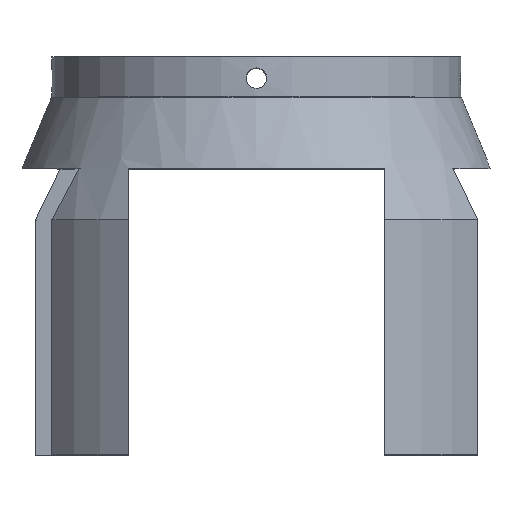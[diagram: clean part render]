
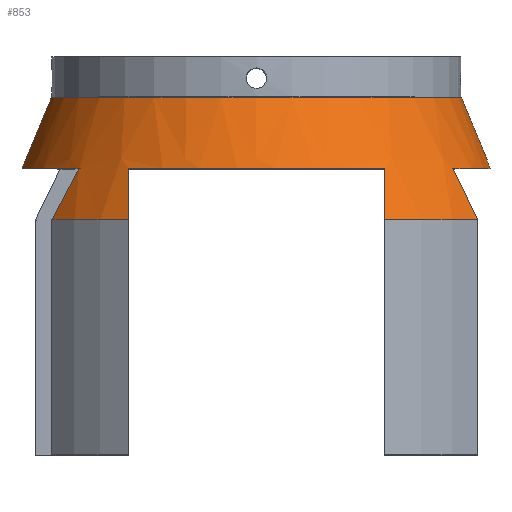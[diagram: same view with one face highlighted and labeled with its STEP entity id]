
A CAD part, top view. The second image highlights one B-rep face of the part: STEP entity #853.
In plain terms, the highlighted conical face has half-angle 22.5 degrees and reference radius 45.05 mm.
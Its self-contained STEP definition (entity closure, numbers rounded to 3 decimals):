
#78=FACE_OUTER_BOUND('',#127,.T.);
#127=EDGE_LOOP('',(#566,#567,#568,#569,#570,#571,#572,#573,#574,#575,#576,
#577,#578,#579,#580,#581,#582,#583,#584,#585));
#187=LINE('',#1245,#228);
#228=VECTOR('',#1014,45.05);
#269=CIRCLE('',#917,50.);
#270=CIRCLE('',#918,45.858);
#271=CIRCLE('',#919,40.101);
#272=CIRCLE('',#920,45.858);
#273=CIRCLE('',#921,50.);
#274=CIRCLE('',#922,45.858);
#275=CIRCLE('',#923,50.);
#276=CIRCLE('',#924,45.858);
#277=CIRCLE('',#925,50.);
#278=CIRCLE('',#926,45.858);
#310=(
BOUNDED_CURVE()
B_SPLINE_CURVE(2,(#1233,#1234,#1235),.UNSPECIFIED.,.F.,.F.)
B_SPLINE_CURVE_WITH_KNOTS((3,3),(2.051,3.313),
 .UNSPECIFIED.)
CURVE()
GEOMETRIC_REPRESENTATION_ITEM()
RATIONAL_B_SPLINE_CURVE((1.019,1.023,1.024))
REPRESENTATION_ITEM('')
);
#311=(
BOUNDED_CURVE()
B_SPLINE_CURVE(2,(#1239,#1240,#1241),.UNSPECIFIED.,.F.,.F.)
B_SPLINE_CURVE_WITH_KNOTS((3,3),(4.43,5.692),
 .UNSPECIFIED.)
CURVE()
GEOMETRIC_REPRESENTATION_ITEM()
RATIONAL_B_SPLINE_CURVE((1.024,1.023,1.019))
REPRESENTATION_ITEM('')
);
#312=(
BOUNDED_CURVE()
B_SPLINE_CURVE(2,(#1250,#1251,#1252),.UNSPECIFIED.,.F.,.F.)
B_SPLINE_CURVE_WITH_KNOTS((3,3),(1.6,2.929),
 .UNSPECIFIED.)
CURVE()
GEOMETRIC_REPRESENTATION_ITEM()
RATIONAL_B_SPLINE_CURVE((1.017,1.022,1.023))
REPRESENTATION_ITEM('')
);
#313=(
BOUNDED_CURVE()
B_SPLINE_CURVE(2,(#1256,#1257,#1258),.UNSPECIFIED.,.F.,.F.)
B_SPLINE_CURVE_WITH_KNOTS((3,3),(4.535,5.824),
 .UNSPECIFIED.)
CURVE()
GEOMETRIC_REPRESENTATION_ITEM()
RATIONAL_B_SPLINE_CURVE((1.02,1.018,1.014))
REPRESENTATION_ITEM('')
);
#314=(
BOUNDED_CURVE()
B_SPLINE_CURVE(2,(#1262,#1263,#1264),.UNSPECIFIED.,.F.,.F.)
B_SPLINE_CURVE_WITH_KNOTS((3,3),(2.051,3.313),
 .UNSPECIFIED.)
CURVE()
GEOMETRIC_REPRESENTATION_ITEM()
RATIONAL_B_SPLINE_CURVE((1.019,1.023,1.024))
REPRESENTATION_ITEM('')
);
#315=(
BOUNDED_CURVE()
B_SPLINE_CURVE(2,(#1268,#1269,#1270),.UNSPECIFIED.,.F.,.F.)
B_SPLINE_CURVE_WITH_KNOTS((3,3),(4.43,5.692),
 .UNSPECIFIED.)
CURVE()
GEOMETRIC_REPRESENTATION_ITEM()
RATIONAL_B_SPLINE_CURVE((1.024,1.023,1.019))
REPRESENTATION_ITEM('')
);
#316=(
BOUNDED_CURVE()
B_SPLINE_CURVE(2,(#1274,#1275,#1276),.UNSPECIFIED.,.F.,.F.)
B_SPLINE_CURVE_WITH_KNOTS((3,3),(2.051,3.313),
 .UNSPECIFIED.)
CURVE()
GEOMETRIC_REPRESENTATION_ITEM()
RATIONAL_B_SPLINE_CURVE((1.019,1.023,1.024))
REPRESENTATION_ITEM('')
);
#317=(
BOUNDED_CURVE()
B_SPLINE_CURVE(2,(#1280,#1281,#1282),.UNSPECIFIED.,.F.,.F.)
B_SPLINE_CURVE_WITH_KNOTS((3,3),(4.43,5.692),
 .UNSPECIFIED.)
CURVE()
GEOMETRIC_REPRESENTATION_ITEM()
RATIONAL_B_SPLINE_CURVE((1.024,1.023,1.019))
REPRESENTATION_ITEM('')
);
#346=VERTEX_POINT('',#1231);
#347=VERTEX_POINT('',#1232);
#348=VERTEX_POINT('',#1236);
#349=VERTEX_POINT('',#1238);
#350=VERTEX_POINT('',#1242);
#351=VERTEX_POINT('',#1244);
#352=VERTEX_POINT('',#1247);
#353=VERTEX_POINT('',#1249);
#354=VERTEX_POINT('',#1253);
#355=VERTEX_POINT('',#1255);
#356=VERTEX_POINT('',#1259);
#357=VERTEX_POINT('',#1261);
#358=VERTEX_POINT('',#1265);
#359=VERTEX_POINT('',#1267);
#360=VERTEX_POINT('',#1271);
#361=VERTEX_POINT('',#1273);
#362=VERTEX_POINT('',#1277);
#363=VERTEX_POINT('',#1279);
#430=EDGE_CURVE('',#346,#347,#310,.T.);
#431=EDGE_CURVE('',#347,#348,#269,.T.);
#432=EDGE_CURVE('',#348,#349,#311,.T.);
#433=EDGE_CURVE('',#349,#350,#270,.T.);
#434=EDGE_CURVE('',#350,#351,#187,.T.);
#435=EDGE_CURVE('',#351,#351,#271,.T.);
#436=EDGE_CURVE('',#350,#352,#272,.T.);
#437=EDGE_CURVE('',#352,#353,#312,.T.);
#438=EDGE_CURVE('',#353,#354,#273,.T.);
#439=EDGE_CURVE('',#354,#355,#313,.T.);
#440=EDGE_CURVE('',#355,#356,#274,.T.);
#441=EDGE_CURVE('',#356,#357,#314,.T.);
#442=EDGE_CURVE('',#357,#358,#275,.T.);
#443=EDGE_CURVE('',#358,#359,#315,.T.);
#444=EDGE_CURVE('',#359,#360,#276,.T.);
#445=EDGE_CURVE('',#360,#361,#316,.T.);
#446=EDGE_CURVE('',#361,#362,#277,.T.);
#447=EDGE_CURVE('',#362,#363,#317,.T.);
#448=EDGE_CURVE('',#363,#346,#278,.T.);
#566=ORIENTED_EDGE('',*,*,#430,.T.);
#567=ORIENTED_EDGE('',*,*,#431,.T.);
#568=ORIENTED_EDGE('',*,*,#432,.T.);
#569=ORIENTED_EDGE('',*,*,#433,.T.);
#570=ORIENTED_EDGE('',*,*,#434,.T.);
#571=ORIENTED_EDGE('',*,*,#435,.T.);
#572=ORIENTED_EDGE('',*,*,#434,.F.);
#573=ORIENTED_EDGE('',*,*,#436,.T.);
#574=ORIENTED_EDGE('',*,*,#437,.T.);
#575=ORIENTED_EDGE('',*,*,#438,.T.);
#576=ORIENTED_EDGE('',*,*,#439,.T.);
#577=ORIENTED_EDGE('',*,*,#440,.T.);
#578=ORIENTED_EDGE('',*,*,#441,.T.);
#579=ORIENTED_EDGE('',*,*,#442,.T.);
#580=ORIENTED_EDGE('',*,*,#443,.T.);
#581=ORIENTED_EDGE('',*,*,#444,.T.);
#582=ORIENTED_EDGE('',*,*,#445,.T.);
#583=ORIENTED_EDGE('',*,*,#446,.T.);
#584=ORIENTED_EDGE('',*,*,#447,.T.);
#585=ORIENTED_EDGE('',*,*,#448,.T.);
#838=CONICAL_SURFACE('',#916,45.05,0.393);
#853=ADVANCED_FACE('',(#78),#838,.T.);
#916=AXIS2_PLACEMENT_3D('',#1230,#1008,#1009);
#917=AXIS2_PLACEMENT_3D('',#1237,#1010,#1011);
#918=AXIS2_PLACEMENT_3D('',#1243,#1012,#1013);
#919=AXIS2_PLACEMENT_3D('',#1246,#1015,#1016);
#920=AXIS2_PLACEMENT_3D('',#1248,#1017,#1018);
#921=AXIS2_PLACEMENT_3D('',#1254,#1019,#1020);
#922=AXIS2_PLACEMENT_3D('',#1260,#1021,#1022);
#923=AXIS2_PLACEMENT_3D('',#1266,#1023,#1024);
#924=AXIS2_PLACEMENT_3D('',#1272,#1025,#1026);
#925=AXIS2_PLACEMENT_3D('',#1278,#1027,#1028);
#926=AXIS2_PLACEMENT_3D('',#1283,#1029,#1030);
#1008=DIRECTION('center_axis',(0.,-1.,0.));
#1009=DIRECTION('ref_axis',(1.,0.,0.));
#1010=DIRECTION('center_axis',(0.,1.,0.));
#1011=DIRECTION('ref_axis',(1.,0.,0.));
#1012=DIRECTION('center_axis',(0.,1.,0.));
#1013=DIRECTION('ref_axis',(1.,0.,0.));
#1014=DIRECTION('',(0.383,0.924,0.));
#1015=DIRECTION('center_axis',(0.,-1.,0.));
#1016=DIRECTION('ref_axis',(1.,0.,0.));
#1017=DIRECTION('center_axis',(0.,1.,0.));
#1018=DIRECTION('ref_axis',(1.,0.,0.));
#1019=DIRECTION('center_axis',(0.,1.,0.));
#1020=DIRECTION('ref_axis',(1.,0.,0.));
#1021=DIRECTION('center_axis',(0.,1.,0.));
#1022=DIRECTION('ref_axis',(1.,0.,0.));
#1023=DIRECTION('center_axis',(0.,1.,0.));
#1024=DIRECTION('ref_axis',(1.,0.,0.));
#1025=DIRECTION('center_axis',(0.,1.,0.));
#1026=DIRECTION('ref_axis',(1.,0.,0.));
#1027=DIRECTION('center_axis',(0.,1.,0.));
#1028=DIRECTION('ref_axis',(1.,0.,0.));
#1029=DIRECTION('center_axis',(0.,1.,0.));
#1030=DIRECTION('ref_axis',(1.,0.,0.));
#1230=CARTESIAN_POINT('Origin',(0.,-12.05,0.));
#1231=CARTESIAN_POINT('',(-25.,-14.,-38.444));
#1232=CARTESIAN_POINT('',(-25.,-24.,-43.301));
#1233=CARTESIAN_POINT('Ctrl Pts',(-25.,-14.,-38.444));
#1234=CARTESIAN_POINT('Ctrl Pts',(-25.,-18.703,-40.768));
#1235=CARTESIAN_POINT('Ctrl Pts',(-25.,-24.,-43.301));
#1236=CARTESIAN_POINT('',(-43.301,-24.,-25.));
#1237=CARTESIAN_POINT('Origin',(0.,-24.,0.));
#1238=CARTESIAN_POINT('',(-38.444,-14.,-25.));
#1239=CARTESIAN_POINT('Ctrl Pts',(-43.301,-24.,-25.));
#1240=CARTESIAN_POINT('Ctrl Pts',(-40.768,-18.703,-25.));
#1241=CARTESIAN_POINT('Ctrl Pts',(-38.444,-14.,-25.));
#1242=CARTESIAN_POINT('',(-45.858,-14.,0.));
#1243=CARTESIAN_POINT('Origin',(0.,-14.,0.));
#1244=CARTESIAN_POINT('',(-40.101,-0.101,0.));
#1245=CARTESIAN_POINT('',(-45.05,-12.05,0.));
#1246=CARTESIAN_POINT('Origin',(0.,-0.101,0.));
#1247=CARTESIAN_POINT('',(-34.683,-14.,30.));
#1248=CARTESIAN_POINT('Origin',(0.,-14.,0.));
#1249=CARTESIAN_POINT('',(-40.,-24.,30.));
#1250=CARTESIAN_POINT('Ctrl Pts',(-34.683,-14.,30.));
#1251=CARTESIAN_POINT('Ctrl Pts',(-37.227,-18.644,30.));
#1252=CARTESIAN_POINT('Ctrl Pts',(-40.,-24.,30.));
#1253=CARTESIAN_POINT('',(-25.,-24.,43.301));
#1254=CARTESIAN_POINT('Origin',(0.,-24.,0.));
#1255=CARTESIAN_POINT('',(-25.,-14.,38.444));
#1256=CARTESIAN_POINT('Ctrl Pts',(-25.,-24.,43.301));
#1257=CARTESIAN_POINT('Ctrl Pts',(-25.,-18.703,40.768));
#1258=CARTESIAN_POINT('Ctrl Pts',(-25.,-14.,38.444));
#1259=CARTESIAN_POINT('',(25.,-14.,38.444));
#1260=CARTESIAN_POINT('Origin',(0.,-14.,0.));
#1261=CARTESIAN_POINT('',(25.,-24.,43.301));
#1262=CARTESIAN_POINT('Ctrl Pts',(25.,-14.,38.444));
#1263=CARTESIAN_POINT('Ctrl Pts',(25.,-18.703,40.768));
#1264=CARTESIAN_POINT('Ctrl Pts',(25.,-24.,43.301));
#1265=CARTESIAN_POINT('',(43.301,-24.,25.));
#1266=CARTESIAN_POINT('Origin',(0.,-24.,0.));
#1267=CARTESIAN_POINT('',(38.444,-14.,25.));
#1268=CARTESIAN_POINT('Ctrl Pts',(43.301,-24.,25.));
#1269=CARTESIAN_POINT('Ctrl Pts',(40.768,-18.703,25.));
#1270=CARTESIAN_POINT('Ctrl Pts',(38.444,-14.,25.));
#1271=CARTESIAN_POINT('',(38.444,-14.,-25.));
#1272=CARTESIAN_POINT('Origin',(0.,-14.,0.));
#1273=CARTESIAN_POINT('',(43.301,-24.,-25.));
#1274=CARTESIAN_POINT('Ctrl Pts',(38.444,-14.,-25.));
#1275=CARTESIAN_POINT('Ctrl Pts',(40.768,-18.703,-25.));
#1276=CARTESIAN_POINT('Ctrl Pts',(43.301,-24.,-25.));
#1277=CARTESIAN_POINT('',(25.,-24.,-43.301));
#1278=CARTESIAN_POINT('Origin',(0.,-24.,0.));
#1279=CARTESIAN_POINT('',(25.,-14.,-38.444));
#1280=CARTESIAN_POINT('Ctrl Pts',(25.,-24.,-43.301));
#1281=CARTESIAN_POINT('Ctrl Pts',(25.,-18.703,-40.768));
#1282=CARTESIAN_POINT('Ctrl Pts',(25.,-14.,-38.444));
#1283=CARTESIAN_POINT('Origin',(0.,-14.,0.));
